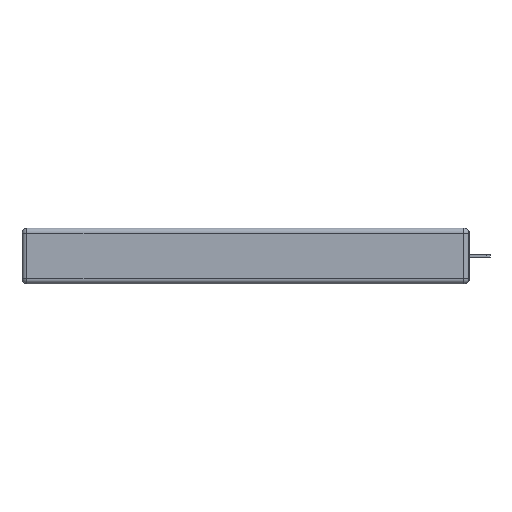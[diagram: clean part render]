
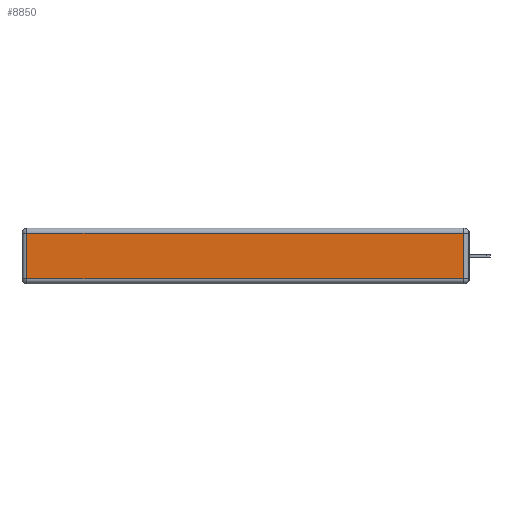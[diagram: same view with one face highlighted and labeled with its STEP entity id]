
A CAD part, left-side view. The second image highlights one B-rep face of the part: STEP entity #8850.
In plain terms, the highlighted planar face has unit normal (-1, 0, 0).
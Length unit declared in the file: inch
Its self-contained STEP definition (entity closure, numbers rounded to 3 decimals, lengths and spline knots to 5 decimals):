
#581 = VECTOR ( 'NONE', #1915, 39.37008 ) ;
#604 = EDGE_CURVE ( 'NONE', #4195, #13059, #8227, .T. ) ;
#810 = VERTEX_POINT ( 'NONE', #9808 ) ;
#833 = DIRECTION ( 'NONE',  ( -1., 0., 0. ) ) ;
#1618 = VECTOR ( 'NONE', #2079, 39.37008 ) ;
#1915 = DIRECTION ( 'NONE',  ( 0., 0., -1. ) ) ;
#2079 = DIRECTION ( 'NONE',  ( 0., -1., 0. ) ) ;
#2496 = LINE ( 'NONE', #10796, #4967 ) ;
#3065 = VERTEX_POINT ( 'NONE', #8661 ) ;
#3358 = CARTESIAN_POINT ( 'NONE',  ( 0., 2.72, -0.313 ) ) ;
#3679 = ORIENTED_EDGE ( 'NONE', *, *, #8049, .T. ) ;
#3902 = CARTESIAN_POINT ( 'NONE',  ( 0., 0.03, -0.313 ) ) ;
#4004 = CARTESIAN_POINT ( 'NONE',  ( 0., 0., -0.313 ) ) ;
#4178 = ORIENTED_EDGE ( 'NONE', *, *, #604, .T. ) ;
#4195 = VERTEX_POINT ( 'NONE', #3358 ) ;
#4460 = DIRECTION ( 'NONE',  ( 0., 0., 1. ) ) ;
#4609 = EDGE_CURVE ( 'NONE', #810, #3065, #8389, .T. ) ;
#4967 = VECTOR ( 'NONE', #4460, 39.37008 ) ;
#5099 = PLANE ( 'NONE',  #11402 ) ;
#5773 = DIRECTION ( 'NONE',  ( 0., 1., 0. ) ) ;
#5995 = DIRECTION ( 'NONE',  ( 0., 0., 1. ) ) ;
#6616 = FACE_OUTER_BOUND ( 'NONE', #12229, .T. ) ;
#8049 = EDGE_CURVE ( 'NONE', #13059, #810, #2496, .T. ) ;
#8061 = VECTOR ( 'NONE', #5773, 39.37008 ) ;
#8143 = CARTESIAN_POINT ( 'NONE',  ( 0., 2.72, -0.343 ) ) ;
#8227 = LINE ( 'NONE', #4004, #1618 ) ;
#8389 = LINE ( 'NONE', #11190, #8061 ) ;
#8601 = ORIENTED_EDGE ( 'NONE', *, *, #4609, .T. ) ;
#8661 = CARTESIAN_POINT ( 'NONE',  ( 0., 2.72, -0.03 ) ) ;
#8850 = ADVANCED_FACE ( 'NONE', ( #6616 ), #5099, .T. ) ;
#9361 = ORIENTED_EDGE ( 'NONE', *, *, #13113, .T. ) ;
#9808 = CARTESIAN_POINT ( 'NONE',  ( 0., 0.03, -0.03 ) ) ;
#10796 = CARTESIAN_POINT ( 'NONE',  ( 0., 0.03, -0.343 ) ) ;
#11190 = CARTESIAN_POINT ( 'NONE',  ( 0., 2.75, -0.03 ) ) ;
#11402 = AXIS2_PLACEMENT_3D ( 'NONE', #12422, #833, #5995 ) ;
#12229 = EDGE_LOOP ( 'NONE', ( #4178, #3679, #8601, #9361 ) ) ;
#12422 = CARTESIAN_POINT ( 'NONE',  ( 0., 0., -0.343 ) ) ;
#12907 = LINE ( 'NONE', #8143, #581 ) ;
#13059 = VERTEX_POINT ( 'NONE', #3902 ) ;
#13113 = EDGE_CURVE ( 'NONE', #3065, #4195, #12907, .T. ) ;
